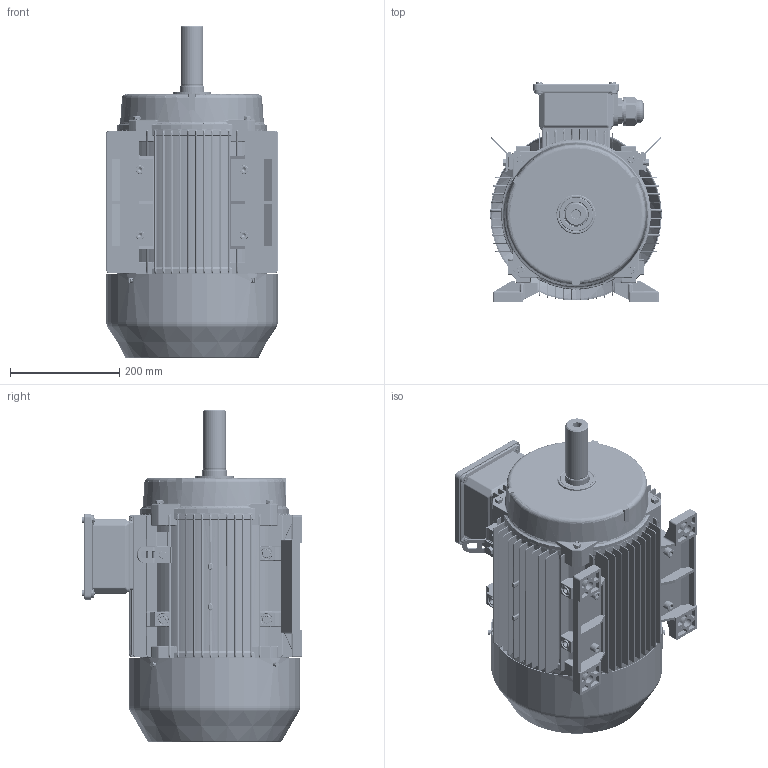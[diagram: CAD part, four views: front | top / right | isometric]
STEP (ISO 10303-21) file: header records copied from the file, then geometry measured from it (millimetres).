
FILE_DESCRIPTION(/* description */ (''),/* implementation_level */ '2;1');
FILE_NAME(/* name */ 'JL-160M-B3.stp',/* time_stamp */ '2018-12-30T15:38:16+08:00',/* author */ (''),/* organization */ (''),/* preprocessor_version */ 'ST-DEVELOPER v16.7',/* originating_system */ 'SIEMENS PLM Software NX 12.0',/* authorisation */ '');
FILE_SCHEMA (('AP203_CONFIGURATION_CONTROLLED_3D_DESIGN_OF_MECHANICAL_PARTS_AND_ASSEMBLIES_MIM_LF { 1 0 10303 403 2 1 2}'));
Length unit declared in the file: millimetre
Products named in the file (1): JL-160M-B3
Bounding box: 316 x 402.7 x 607.97 mm (x, y, z)
Volume: 6700069.2 mm3; surface area: 2613603.3 mm2
Topology: 67 solids, 67 shells, 8950 faces, 23098 edges, 14546 vertices
Faces by surface type: plane 4029, cylinder 2224, bspline 1350, torus 840, cone 259, sphere 248
Full cylindrical faces by diameter (mm): 4.48 x5, 5 x7, 5.3 x5, 5.35 x4, 6 x4, 7.188 x8, 8 x11, 8.58 x2, 9.1 x8, 10 x9, 12.1 x2, 14.785 x2, 16 x5, 18 x2, 27.5 x2, 32.5 x4, 38.75 x12, 40 x4, 41.25 x12, 43.125 x2, 45 x2, 53.125 x2, 62 x2, 260 x1, 263 x2, 311.02 x1, 314.02 x1
Entity records: 331923 total; most frequent: CARTESIAN_POINT 128145, ORIENTED_EDGE 45412, DIRECTION 37250, EDGE_CURVE 22706, VERTEX_POINT 14402, AXIS2_PLACEMENT_3D 12501, LINE 12248, VECTOR 12248
